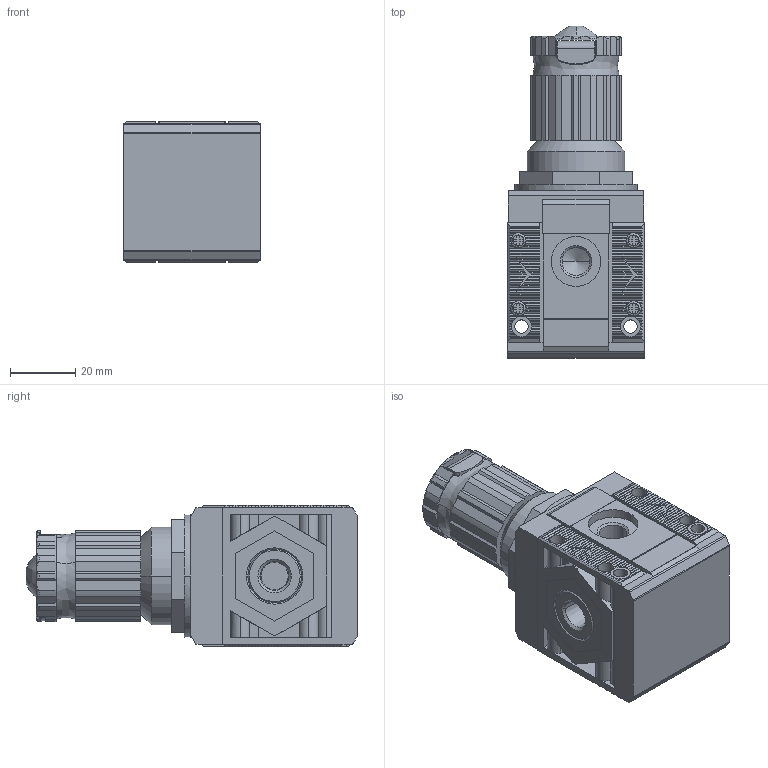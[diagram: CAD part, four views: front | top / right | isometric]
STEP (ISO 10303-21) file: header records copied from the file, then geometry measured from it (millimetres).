
FILE_DESCRIPTION (( 'STEP AP203' ), '1' );
FILE_NAME ('5U11R141.step', '2023-05-17T15:11:25', ( '' ), ( '' ), 'SwSTEP 2.0', 'SolidWorks 2021', '' );
FILE_SCHEMA (( 'CONFIG_CONTROL_DESIGN' ));
Products named in the file (1): 5U11R141
Bounding box: 42.2 x 102 x 43.6 mm (x, y, z)
Volume: 125583.4 mm3; surface area: 39065.8 mm2
Topology: 13 solids, 13 shells, 1382 faces, 3716 edges, 2395 vertices
Faces by surface type: plane 967, cylinder 300, cone 77, bspline 38
Entity records: 44766 total; most frequent: CARTESIAN_POINT 10619, ORIENTED_EDGE 7420, DIRECTION 6744, EDGE_CURVE 3710, LINE 2650, VECTOR 2650, VERTEX_POINT 2395, AXIS2_PLACEMENT_3D 2047
